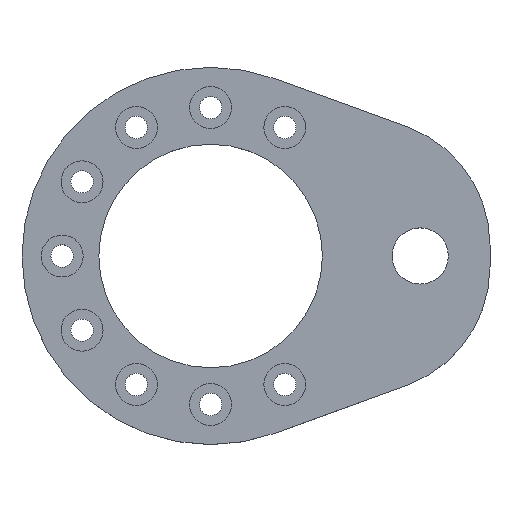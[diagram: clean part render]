
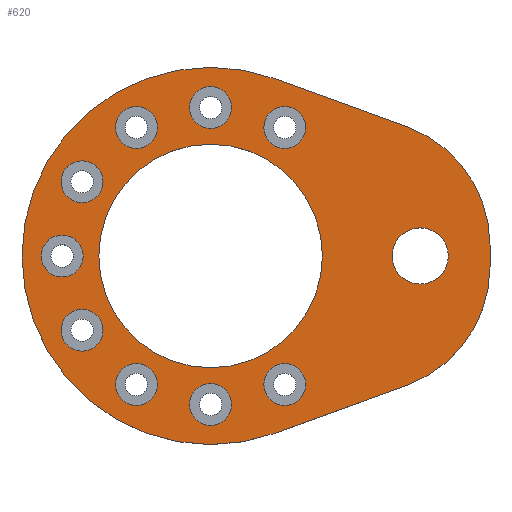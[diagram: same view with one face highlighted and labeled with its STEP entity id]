
A CAD part, top view. The second image highlights one B-rep face of the part: STEP entity #620.
In plain terms, the highlighted planar face has unit normal (0, 0, 1).
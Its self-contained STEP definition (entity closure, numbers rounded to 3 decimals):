
#35=FACE_BOUND('',#154,.T.);
#36=FACE_BOUND('',#155,.T.);
#37=FACE_BOUND('',#156,.T.);
#38=FACE_BOUND('',#157,.T.);
#39=FACE_BOUND('',#158,.T.);
#40=FACE_BOUND('',#159,.T.);
#41=FACE_BOUND('',#160,.T.);
#42=FACE_BOUND('',#161,.T.);
#43=FACE_BOUND('',#162,.T.);
#44=FACE_BOUND('',#163,.T.);
#45=FACE_BOUND('',#164,.T.);
#59=PLANE('',#726);
#96=FACE_OUTER_BOUND('',#153,.T.);
#153=EDGE_LOOP('',(#544,#545,#546,#547,#548,#549));
#154=EDGE_LOOP('',(#550));
#155=EDGE_LOOP('',(#551));
#156=EDGE_LOOP('',(#552));
#157=EDGE_LOOP('',(#553));
#158=EDGE_LOOP('',(#554));
#159=EDGE_LOOP('',(#555));
#160=EDGE_LOOP('',(#556));
#161=EDGE_LOOP('',(#557));
#162=EDGE_LOOP('',(#558));
#163=EDGE_LOOP('',(#559));
#164=EDGE_LOOP('',(#560));
#169=LINE('',#942,#201);
#174=LINE('',#980,#206);
#195=LINE('',#1090,#227);
#201=VECTOR('',#741,10.);
#206=VECTOR('',#780,10.);
#227=VECTOR('',#919,10.);
#229=CIRCLE('',#645,18.);
#244=CIRCLE('',#663,18.);
#245=CIRCLE('',#666,3.);
#248=CIRCLE('',#671,3.);
#251=CIRCLE('',#676,3.);
#254=CIRCLE('',#681,3.);
#257=CIRCLE('',#686,3.);
#260=CIRCLE('',#691,3.);
#263=CIRCLE('',#696,3.);
#266=CIRCLE('',#701,3.);
#269=CIRCLE('',#706,3.);
#272=CIRCLE('',#720,16.);
#273=CIRCLE('',#722,4.025);
#274=CIRCLE('',#725,27.);
#275=VERTEX_POINT('',#929);
#276=VERTEX_POINT('',#930);
#280=VERTEX_POINT('',#940);
#295=VERTEX_POINT('',#974);
#296=VERTEX_POINT('',#978);
#297=VERTEX_POINT('',#982);
#300=VERTEX_POINT('',#991);
#303=VERTEX_POINT('',#1000);
#306=VERTEX_POINT('',#1009);
#309=VERTEX_POINT('',#1018);
#312=VERTEX_POINT('',#1027);
#315=VERTEX_POINT('',#1036);
#318=VERTEX_POINT('',#1045);
#321=VERTEX_POINT('',#1054);
#324=VERTEX_POINT('',#1081);
#325=VERTEX_POINT('',#1085);
#326=VERTEX_POINT('',#1089);
#327=EDGE_CURVE('',#275,#276,#229,.T.);
#333=EDGE_CURVE('',#275,#280,#169,.T.);
#349=EDGE_CURVE('',#295,#280,#244,.T.);
#352=EDGE_CURVE('',#295,#296,#174,.T.);
#353=EDGE_CURVE('',#297,#297,#245,.T.);
#357=EDGE_CURVE('',#300,#300,#248,.T.);
#361=EDGE_CURVE('',#303,#303,#251,.T.);
#365=EDGE_CURVE('',#306,#306,#254,.T.);
#369=EDGE_CURVE('',#309,#309,#257,.T.);
#373=EDGE_CURVE('',#312,#312,#260,.T.);
#377=EDGE_CURVE('',#315,#315,#263,.T.);
#381=EDGE_CURVE('',#318,#318,#266,.T.);
#385=EDGE_CURVE('',#321,#321,#269,.T.);
#398=EDGE_CURVE('',#324,#324,#272,.T.);
#400=EDGE_CURVE('',#325,#325,#273,.T.);
#402=EDGE_CURVE('',#326,#276,#195,.T.);
#404=EDGE_CURVE('',#296,#326,#274,.T.);
#544=ORIENTED_EDGE('',*,*,#327,.F.);
#545=ORIENTED_EDGE('',*,*,#333,.T.);
#546=ORIENTED_EDGE('',*,*,#349,.F.);
#547=ORIENTED_EDGE('',*,*,#352,.T.);
#548=ORIENTED_EDGE('',*,*,#404,.T.);
#549=ORIENTED_EDGE('',*,*,#402,.T.);
#550=ORIENTED_EDGE('',*,*,#353,.T.);
#551=ORIENTED_EDGE('',*,*,#357,.T.);
#552=ORIENTED_EDGE('',*,*,#361,.T.);
#553=ORIENTED_EDGE('',*,*,#365,.T.);
#554=ORIENTED_EDGE('',*,*,#369,.T.);
#555=ORIENTED_EDGE('',*,*,#373,.T.);
#556=ORIENTED_EDGE('',*,*,#377,.T.);
#557=ORIENTED_EDGE('',*,*,#381,.T.);
#558=ORIENTED_EDGE('',*,*,#385,.T.);
#559=ORIENTED_EDGE('',*,*,#400,.T.);
#560=ORIENTED_EDGE('',*,*,#398,.T.);
#620=ADVANCED_FACE('',(#96,#35,#36,#37,#38,#39,#40,#41,#42,#43,#44,#45),
#59,.T.);
#645=AXIS2_PLACEMENT_3D('',#931,#731,#732);
#663=AXIS2_PLACEMENT_3D('',#975,#774,#775);
#666=AXIS2_PLACEMENT_3D('',#983,#783,#784);
#671=AXIS2_PLACEMENT_3D('',#992,#794,#795);
#676=AXIS2_PLACEMENT_3D('',#1001,#805,#806);
#681=AXIS2_PLACEMENT_3D('',#1010,#816,#817);
#686=AXIS2_PLACEMENT_3D('',#1019,#827,#828);
#691=AXIS2_PLACEMENT_3D('',#1028,#838,#839);
#696=AXIS2_PLACEMENT_3D('',#1037,#849,#850);
#701=AXIS2_PLACEMENT_3D('',#1046,#860,#861);
#706=AXIS2_PLACEMENT_3D('',#1055,#871,#872);
#720=AXIS2_PLACEMENT_3D('',#1082,#909,#910);
#722=AXIS2_PLACEMENT_3D('',#1086,#914,#915);
#725=AXIS2_PLACEMENT_3D('',#1093,#923,#924);
#726=AXIS2_PLACEMENT_3D('',#1094,#925,#926);
#731=DIRECTION('center_axis',(0.,0.,-1.));
#732=DIRECTION('ref_axis',(0.819,-0.574,0.));
#741=DIRECTION('',(0.,1.,0.));
#774=DIRECTION('center_axis',(0.,0.,-1.));
#775=DIRECTION('ref_axis',(0.819,0.574,0.));
#780=DIRECTION('',(-0.94,0.342,0.));
#783=DIRECTION('center_axis',(0.,0.,-1.));
#784=DIRECTION('ref_axis',(1.,0.,0.));
#794=DIRECTION('center_axis',(0.,0.,-1.));
#795=DIRECTION('ref_axis',(1.,0.,0.));
#805=DIRECTION('center_axis',(0.,0.,-1.));
#806=DIRECTION('ref_axis',(1.,0.,0.));
#816=DIRECTION('center_axis',(0.,0.,-1.));
#817=DIRECTION('ref_axis',(1.,0.,0.));
#827=DIRECTION('center_axis',(0.,0.,-1.));
#828=DIRECTION('ref_axis',(1.,0.,0.));
#838=DIRECTION('center_axis',(0.,0.,-1.));
#839=DIRECTION('ref_axis',(1.,0.,0.));
#849=DIRECTION('center_axis',(0.,0.,-1.));
#850=DIRECTION('ref_axis',(1.,0.,0.));
#860=DIRECTION('center_axis',(0.,0.,-1.));
#861=DIRECTION('ref_axis',(1.,0.,0.));
#871=DIRECTION('center_axis',(0.,0.,-1.));
#872=DIRECTION('ref_axis',(1.,0.,0.));
#909=DIRECTION('center_axis',(0.,0.,-1.));
#910=DIRECTION('ref_axis',(-1.,0.,0.));
#914=DIRECTION('center_axis',(0.,0.,-1.));
#915=DIRECTION('ref_axis',(-1.,0.,0.));
#919=DIRECTION('',(0.94,0.342,0.));
#923=DIRECTION('center_axis',(0.,0.,1.));
#924=DIRECTION('ref_axis',(1.,0.,0.));
#925=DIRECTION('center_axis',(0.,0.,1.));
#926=DIRECTION('ref_axis',(1.,0.,0.));
#929=CARTESIAN_POINT('',(40.,-1.57,20.));
#930=CARTESIAN_POINT('',(28.156,-18.485,20.));
#931=CARTESIAN_POINT('Origin',(22.,-1.57,20.));
#940=CARTESIAN_POINT('',(40.,1.57,20.));
#942=CARTESIAN_POINT('',(40.,-15.238,20.));
#974=CARTESIAN_POINT('',(28.156,18.485,20.));
#975=CARTESIAN_POINT('Origin',(22.,1.57,20.));
#978=CARTESIAN_POINT('',(9.235,25.372,20.));
#980=CARTESIAN_POINT('',(42.,13.446,20.));
#982=CARTESIAN_POINT('',(-24.25,-0.008,20.));
#983=CARTESIAN_POINT('Origin',(-21.25,-0.008,20.));
#991=CARTESIAN_POINT('',(-21.403,-10.625,20.));
#992=CARTESIAN_POINT('Origin',(-18.403,-10.625,20.));
#1000=CARTESIAN_POINT('',(-13.625,-18.403,20.));
#1001=CARTESIAN_POINT('Origin',(-10.625,-18.403,20.));
#1009=CARTESIAN_POINT('',(-3.,21.25,20.));
#1010=CARTESIAN_POINT('Origin',(0.,21.25,20.));
#1018=CARTESIAN_POINT('',(7.625,-18.403,20.));
#1019=CARTESIAN_POINT('Origin',(10.625,-18.403,20.));
#1027=CARTESIAN_POINT('',(-21.403,10.625,20.));
#1028=CARTESIAN_POINT('Origin',(-18.403,10.625,20.));
#1036=CARTESIAN_POINT('',(-3.,-21.25,20.));
#1037=CARTESIAN_POINT('Origin',(0.,-21.25,20.));
#1045=CARTESIAN_POINT('',(-13.625,18.403,20.));
#1046=CARTESIAN_POINT('Origin',(-10.625,18.403,20.));
#1054=CARTESIAN_POINT('',(7.625,18.403,20.));
#1055=CARTESIAN_POINT('Origin',(10.625,18.403,20.));
#1081=CARTESIAN_POINT('',(16.,0.,20.));
#1082=CARTESIAN_POINT('Origin',(0.,0.,20.));
#1085=CARTESIAN_POINT('',(34.025,0.,20.));
#1086=CARTESIAN_POINT('Origin',(30.,0.,20.));
#1089=CARTESIAN_POINT('',(9.235,-25.372,20.));
#1090=CARTESIAN_POINT('',(9.235,-25.372,20.));
#1093=CARTESIAN_POINT('Origin',(0.,0.,20.));
#1094=CARTESIAN_POINT('Origin',(7.5,0.,20.));
